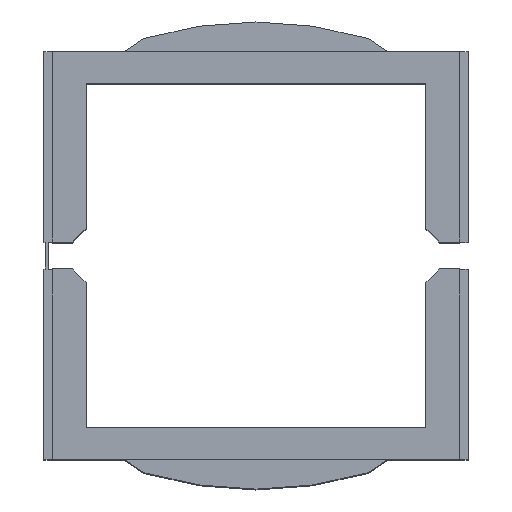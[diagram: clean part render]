
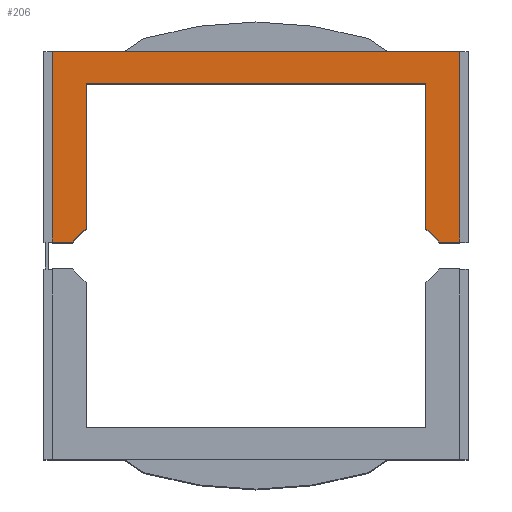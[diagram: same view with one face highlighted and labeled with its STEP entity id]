
A CAD part, top view. The second image highlights one B-rep face of the part: STEP entity #206.
In plain terms, the highlighted planar face has unit normal (0, 0, 1).
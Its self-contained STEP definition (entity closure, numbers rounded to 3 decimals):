
#206 = ADVANCED_FACE( '', ( #509 ), #510, .T. );
#509 = FACE_OUTER_BOUND( '', #916, .T. );
#510 = PLANE( '', #917 );
#916 = EDGE_LOOP( '', ( #1469, #1470, #1471, #1472, #1473, #1474, #1475, #1476, #1477, #1478 ) );
#917 = AXIS2_PLACEMENT_3D( '', #1479, #1480, #1481 );
#1469 = ORIENTED_EDGE( '', *, *, #2641, .F. );
#1470 = ORIENTED_EDGE( '', *, *, #2642, .T. );
#1471 = ORIENTED_EDGE( '', *, *, #2612, .F. );
#1472 = ORIENTED_EDGE( '', *, *, #2643, .T. );
#1473 = ORIENTED_EDGE( '', *, *, #2644, .T. );
#1474 = ORIENTED_EDGE( '', *, *, #2645, .T. );
#1475 = ORIENTED_EDGE( '', *, *, #2646, .T. );
#1476 = ORIENTED_EDGE( '', *, *, #2647, .T. );
#1477 = ORIENTED_EDGE( '', *, *, #2648, .T. );
#1478 = ORIENTED_EDGE( '', *, *, #2649, .T. );
#1479 = CARTESIAN_POINT( '', ( 0., 11.55, 0. ) );
#1480 = DIRECTION( '', ( 0., 0., 1. ) );
#1481 = DIRECTION( '', ( 1., 0., 0. ) );
#2612 = EDGE_CURVE( '', #3194, #3196, #3197, .T. );
#2641 = EDGE_CURVE( '', #3243, #3244, #3245, .T. );
#2642 = EDGE_CURVE( '', #3243, #3196, #3246, .T. );
#2643 = EDGE_CURVE( '', #3194, #3247, #3248, .T. );
#2644 = EDGE_CURVE( '', #3247, #3249, #3250, .T. );
#2645 = EDGE_CURVE( '', #3249, #3251, #3252, .T. );
#2646 = EDGE_CURVE( '', #3251, #3253, #3254, .T. );
#2647 = EDGE_CURVE( '', #3253, #3255, #3256, .T. );
#2648 = EDGE_CURVE( '', #3255, #3257, #3258, .T. );
#2649 = EDGE_CURVE( '', #3257, #3244, #3259, .T. );
#3194 = VERTEX_POINT( '', #4027 );
#3196 = VERTEX_POINT( '', #4030 );
#3197 = LINE( '', #4031, #4032 );
#3243 = VERTEX_POINT( '', #4099 );
#3244 = VERTEX_POINT( '', #4100 );
#3245 = LINE( '', #4101, #4102 );
#3246 = LINE( '', #4103, #4104 );
#3247 = VERTEX_POINT( '', #4105 );
#3248 = LINE( '', #4106, #4107 );
#3249 = VERTEX_POINT( '', #4108 );
#3250 = LINE( '', #4109, #4110 );
#3251 = VERTEX_POINT( '', #4111 );
#3252 = LINE( '', #4112, #4113 );
#3253 = VERTEX_POINT( '', #4114 );
#3254 = LINE( '', #4115, #4116 );
#3255 = VERTEX_POINT( '', #4117 );
#3256 = LINE( '', #4118, #4119 );
#3257 = VERTEX_POINT( '', #4120 );
#3258 = LINE( '', #4121, #4122 );
#3259 = LINE( '', #4123, #4124 );
#4027 = CARTESIAN_POINT( '', ( -15.15, 1., 0. ) );
#4030 = CARTESIAN_POINT( '', ( -15.15, 15.15, 0. ) );
#4031 = CARTESIAN_POINT( '', ( -15.15, 11.55, 0. ) );
#4032 = VECTOR( '', #4959, 1000. );
#4099 = CARTESIAN_POINT( '', ( 15.15, 15.15, 0. ) );
#4100 = CARTESIAN_POINT( '', ( 15.15, 1., 0. ) );
#4101 = CARTESIAN_POINT( '', ( 15.15, 11.55, 0. ) );
#4102 = VECTOR( '', #4984, 1000. );
#4103 = CARTESIAN_POINT( '', ( -9.779, 15.15, 0. ) );
#4104 = VECTOR( '', #4985, 1000. );
#4105 = CARTESIAN_POINT( '', ( -13.625, 1., 0. ) );
#4106 = CARTESIAN_POINT( '', ( -15.45, 1., 0. ) );
#4107 = VECTOR( '', #4986, 1000. );
#4108 = CARTESIAN_POINT( '', ( -12.625, 2., 0. ) );
#4109 = CARTESIAN_POINT( '', ( -13.625, 1., 0. ) );
#4110 = VECTOR( '', #4987, 1000. );
#4111 = CARTESIAN_POINT( '', ( -12.625, 12.75, 0. ) );
#4112 = CARTESIAN_POINT( '', ( -12.625, 2., 0. ) );
#4113 = VECTOR( '', #4988, 1000. );
#4114 = CARTESIAN_POINT( '', ( 12.625, 12.75, 0. ) );
#4115 = CARTESIAN_POINT( '', ( -12.625, 12.75, 0. ) );
#4116 = VECTOR( '', #4989, 1000. );
#4117 = CARTESIAN_POINT( '', ( 12.625, 2., 0. ) );
#4118 = CARTESIAN_POINT( '', ( 12.625, 12.75, 0. ) );
#4119 = VECTOR( '', #4990, 1000. );
#4120 = CARTESIAN_POINT( '', ( 13.625, 1., 0. ) );
#4121 = CARTESIAN_POINT( '', ( 12.625, 2., 0. ) );
#4122 = VECTOR( '', #4991, 1000. );
#4123 = CARTESIAN_POINT( '', ( 13.625, 1., 0. ) );
#4124 = VECTOR( '', #4992, 1000. );
#4959 = DIRECTION( '', ( 0., 1., 0. ) );
#4984 = DIRECTION( '', ( 0., -1., 0. ) );
#4985 = DIRECTION( '', ( -1., 0., 0. ) );
#4986 = DIRECTION( '', ( 1., 0., 0. ) );
#4987 = DIRECTION( '', ( 0.707, 0.707, 0. ) );
#4988 = DIRECTION( '', ( 0., 1., 0. ) );
#4989 = DIRECTION( '', ( 1., 0., 0. ) );
#4990 = DIRECTION( '', ( 0., -1., 0. ) );
#4991 = DIRECTION( '', ( 0.707, -0.707, 0. ) );
#4992 = DIRECTION( '', ( 1., 0., 0. ) );
